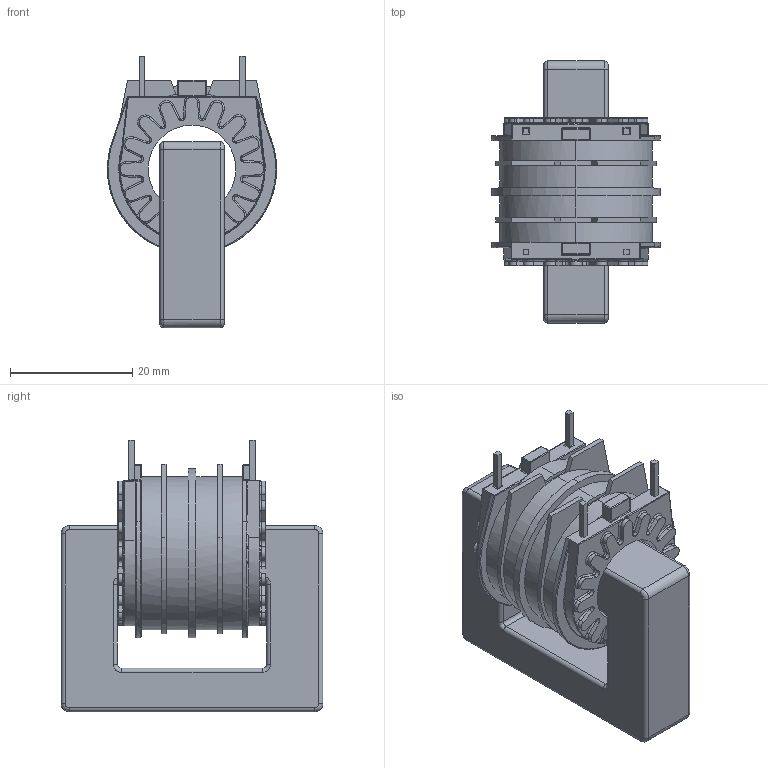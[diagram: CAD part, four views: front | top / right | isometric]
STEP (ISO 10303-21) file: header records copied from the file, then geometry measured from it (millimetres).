
FILE_DESCRIPTION(('FreeCAD Model'),'2;1');
FILE_NAME('Open CASCADE Shape Model','2025-04-29T10:56:56',('FreeCAD'),( 'FreeCAD'),'Open CASCADE STEP processor 7.6','FreeCAD','Unknown');
FILE_SCHEMA(('AUTOMOTIVE_DESIGN { 1 0 10303 214 1 1 1 1 }'));
Products named in the file (1): Open CASCADE STEP translator 7.6 1
Bounding box: 27.66 x 42.83 x 44.41 mm (x, y, z)
Volume: 18233.4 mm3; surface area: 9208.5 mm2
Topology: 2 solids, 2 shells, 1032 faces, 2589 edges, 1564 vertices
Faces by surface type: bspline 1032
Entity records: 34621 total; most frequent: CARTESIAN_POINT 20165, ORIENTED_EDGE 5144, EDGE_CURVE 2572, B_SPLINE_CURVE_WITH_KNOTS 1584, VERTEX_POINT 1564, FACE_BOUND 1056, EDGE_LOOP 1056, ADVANCED_FACE 1032
